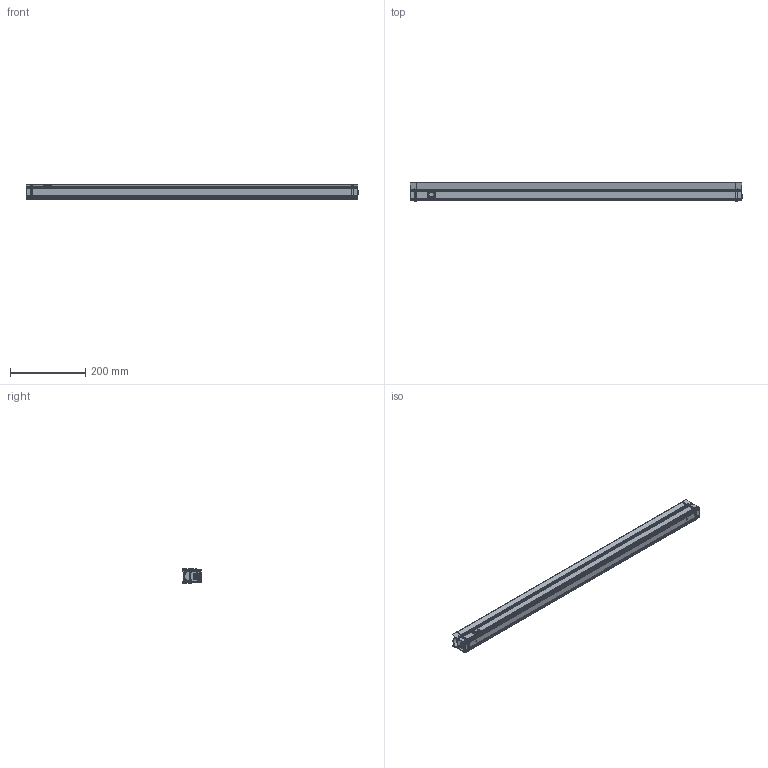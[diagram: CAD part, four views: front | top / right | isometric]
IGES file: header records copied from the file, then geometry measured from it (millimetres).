
Start section:  PTC IGES file: 192496.igs
Global section: file name: 192496.igs; native system: Creo Parametric by Parametric Technology Corporation; preprocessor: 2016010; author: PDMAdmin; organization: Unknown; date: 20160525.132818; units: millimetre
Bounding box: 884.74 x 49.36 x 39.35 mm (x, y, z)
Volume: 334476.4 mm3; surface area: 2414938.4 mm2
Topology: 26 solids, 27 shells, 4360 faces, 23197 edges, 29872 vertices
Faces by surface type: revolution 2292, bspline 2052, extrusion 16
